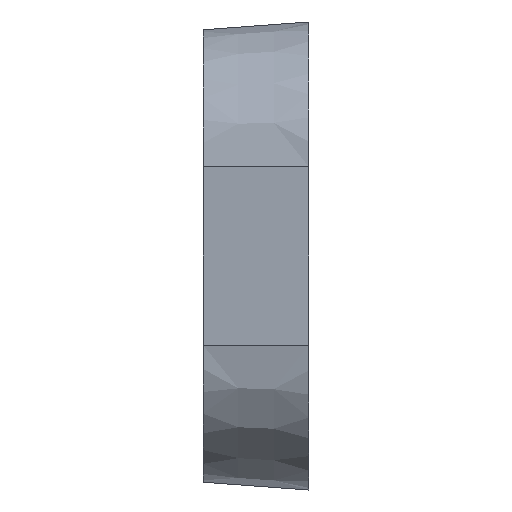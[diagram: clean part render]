
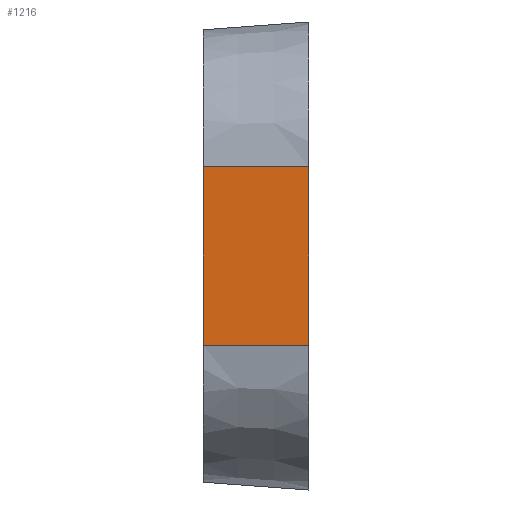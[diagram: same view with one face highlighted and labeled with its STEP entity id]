
A CAD part, left-side view. The second image highlights one B-rep face of the part: STEP entity #1216.
In plain terms, the highlighted planar face has unit normal (-0.997, 0.073, 0).
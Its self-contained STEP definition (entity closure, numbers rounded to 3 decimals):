
#94=PLANE('',#1311);
#109=FACE_OUTER_BOUND('',#194,.T.);
#194=EDGE_LOOP('',(#832,#833,#834,#835));
#276=LINE('',#1913,#327);
#281=LINE('',#1925,#332);
#290=LINE('',#1963,#341);
#291=LINE('',#1966,#342);
#327=VECTOR('',#1484,10.);
#332=VECTOR('',#1495,10.);
#341=VECTOR('',#1534,10.);
#342=VECTOR('',#1539,10.);
#487=VERTEX_POINT('',#1910);
#488=VERTEX_POINT('',#1912);
#492=VERTEX_POINT('',#1924);
#506=VERTEX_POINT('',#1962);
#603=EDGE_CURVE('',#487,#488,#276,.T.);
#609=EDGE_CURVE('',#488,#492,#281,.F.);
#628=EDGE_CURVE('',#492,#506,#290,.T.);
#630=EDGE_CURVE('',#506,#487,#291,.T.);
#832=ORIENTED_EDGE('',*,*,#603,.F.);
#833=ORIENTED_EDGE('',*,*,#630,.F.);
#834=ORIENTED_EDGE('',*,*,#628,.F.);
#835=ORIENTED_EDGE('',*,*,#609,.F.);
#1216=ADVANCED_FACE('',(#109),#94,.T.);
#1311=AXIS2_PLACEMENT_3D('',#1965,#1537,#1538);
#1484=DIRECTION('',(0.073,0.997,0.));
#1495=DIRECTION('',(0.,0.,-1.));
#1534=DIRECTION('',(-0.073,-0.997,0.));
#1537=DIRECTION('center_axis',(-0.997,0.073,0.));
#1538=DIRECTION('ref_axis',(0.,0.,-1.));
#1539=DIRECTION('',(0.,0.,-1.));
#1910=CARTESIAN_POINT('',(-49.2,-4.4,-4.8));
#1912=CARTESIAN_POINT('',(-48.781,1.3,-4.8));
#1913=CARTESIAN_POINT('',(-49.2,-4.4,-4.8));
#1924=CARTESIAN_POINT('',(-48.781,1.3,4.8));
#1925=CARTESIAN_POINT('',(-48.781,1.3,6.3));
#1962=CARTESIAN_POINT('',(-49.2,-4.4,4.8));
#1963=CARTESIAN_POINT('',(-49.2,-4.4,4.8));
#1965=CARTESIAN_POINT('Origin',(-48.878,-0.012,12.6));
#1966=CARTESIAN_POINT('',(-49.2,-4.4,-12.6));
